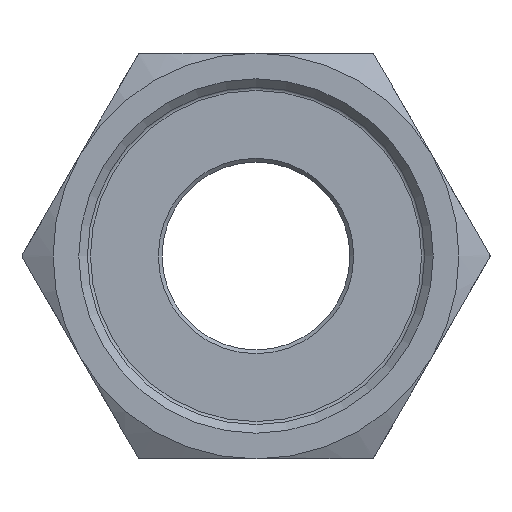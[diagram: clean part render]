
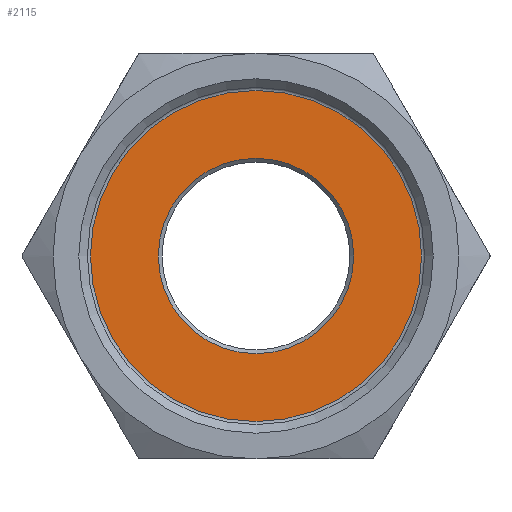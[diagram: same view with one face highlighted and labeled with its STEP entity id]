
A CAD part, left-side view. The second image highlights one B-rep face of the part: STEP entity #2115.
In plain terms, the highlighted planar face has unit normal (-1, 0, 0).
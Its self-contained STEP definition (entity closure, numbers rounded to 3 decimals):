
#1750 = EDGE_CURVE ( 'NONE', #2615, #2615, #7375, .T. ) ;
#1763 = EDGE_CURVE ( 'NONE', #2667, #2667, #7370, .T. ) ;
#2115 = ADVANCED_FACE ( 'NONE', ( #9610, #9612 ), #9617, .F. ) ;
#2598 = CARTESIAN_POINT ( 'NONE',  ( 20.5, 0., 13. ) ) ;
#2615 = VERTEX_POINT ( 'NONE', #2598 ) ;
#2651 = CARTESIAN_POINT ( 'NONE',  ( 20.5, 0., 22.023 ) ) ;
#2667 = VERTEX_POINT ( 'NONE', #2651 ) ;
#4336 = EDGE_LOOP ( 'NONE', ( #6803 ) ) ;
#4362 = EDGE_LOOP ( 'NONE', ( #6778 ) ) ;
#5572 = DIRECTION ( 'NONE',  ( -1., 0., 0. ) ) ;
#5595 = CARTESIAN_POINT ( 'NONE',  ( 20.5, 0., 0. ) ) ;
#5602 = DIRECTION ( 'NONE',  ( 0., 0., 1. ) ) ;
#5613 = DIRECTION ( 'NONE',  ( 0., 0., 1. ) ) ;
#5625 = DIRECTION ( 'NONE',  ( 1., 0., 0. ) ) ;
#5657 = CARTESIAN_POINT ( 'NONE',  ( 20.5, 0., 0. ) ) ;
#6041 = AXIS2_PLACEMENT_3D ( 'NONE', #9623, #9667, #9668 ) ;
#6778 = ORIENTED_EDGE ( 'NONE', *, *, #1750, .F. ) ;
#6803 = ORIENTED_EDGE ( 'NONE', *, *, #1763, .F. ) ;
#7370 = CIRCLE ( 'NONE', #7386, 22.023 ) ;
#7372 = AXIS2_PLACEMENT_3D ( 'NONE', #5595, #5572, #5602 ) ;
#7375 = CIRCLE ( 'NONE', #7372, 13. ) ;
#7386 = AXIS2_PLACEMENT_3D ( 'NONE', #5657, #5625, #5613 ) ;
#9610 = FACE_BOUND ( 'NONE', #4362, .T. ) ;
#9612 = FACE_OUTER_BOUND ( 'NONE', #4336, .T. ) ;
#9617 = PLANE ( 'NONE',  #6041 ) ;
#9623 = CARTESIAN_POINT ( 'NONE',  ( 20.5, 0., -22.522 ) ) ;
#9667 = DIRECTION ( 'NONE',  ( 1., 0., 0. ) ) ;
#9668 = DIRECTION ( 'NONE',  ( 0., 1., 0. ) ) ;
